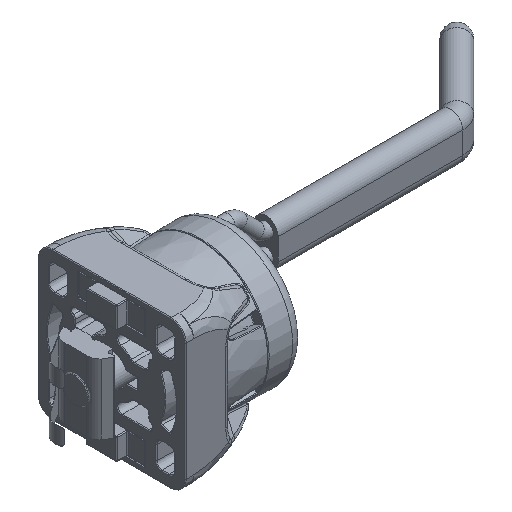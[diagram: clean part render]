
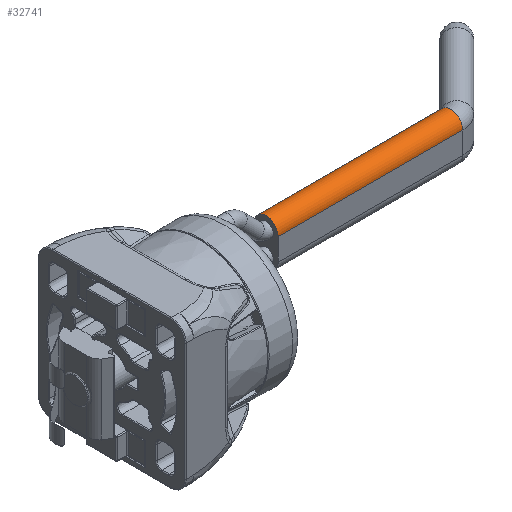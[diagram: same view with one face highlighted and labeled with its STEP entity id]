
A CAD part, isometric view. The second image highlights one B-rep face of the part: STEP entity #32741.
In plain terms, the highlighted cylindrical face has radius 3.25 mm (diameter 6.5 mm), a partial arc.
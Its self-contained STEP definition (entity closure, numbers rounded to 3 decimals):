
#2598=LINE('',#98813,#3800);
#2599=LINE('',#98816,#3801);
#3800=VECTOR('',#45006,1000.);
#3801=VECTOR('',#45009,1000.);
#4509=CYLINDRICAL_SURFACE('',#36610,3.25);
#6558=FACE_OUTER_BOUND('',#8744,.T.);
#8744=EDGE_LOOP('',(#29690,#29691,#29692,#29693));
#10892=CIRCLE('',#36611,3.25);
#10893=CIRCLE('',#36612,3.25);
#15339=VERTEX_POINT('',#98809);
#15340=VERTEX_POINT('',#98810);
#15341=VERTEX_POINT('',#98812);
#15342=VERTEX_POINT('',#98814);
#20155=EDGE_CURVE('',#15339,#15340,#10892,.T.);
#20156=EDGE_CURVE('',#15339,#15341,#2598,.T.);
#20157=EDGE_CURVE('',#15341,#15342,#10893,.T.);
#20158=EDGE_CURVE('',#15340,#15342,#2599,.T.);
#29690=ORIENTED_EDGE('',*,*,#20155,.F.);
#29691=ORIENTED_EDGE('',*,*,#20156,.T.);
#29692=ORIENTED_EDGE('',*,*,#20157,.T.);
#29693=ORIENTED_EDGE('',*,*,#20158,.F.);
#32741=ADVANCED_FACE('',(#6558),#4509,.T.);
#36610=AXIS2_PLACEMENT_3D('',#98808,#45002,#45003);
#36611=AXIS2_PLACEMENT_3D('',#98811,#45004,#45005);
#36612=AXIS2_PLACEMENT_3D('',#98815,#45007,#45008);
#45002=DIRECTION('center_axis',(0.,1.,0.));
#45003=DIRECTION('ref_axis',(0.,0.,1.));
#45004=DIRECTION('center_axis',(0.,-1.,0.));
#45005=DIRECTION('ref_axis',(0.,0.,
-1.));
#45006=DIRECTION('',(0.,1.,0.));
#45007=DIRECTION('center_axis',(0.,-1.,0.));
#45008=DIRECTION('ref_axis',(0.,0.,
-1.));
#45009=DIRECTION('',(0.,1.,0.));
#98808=CARTESIAN_POINT('Origin',(15.,-82.314,-7.));
#98809=CARTESIAN_POINT('',(18.25,-82.314,-7.));
#98810=CARTESIAN_POINT('',(11.75,-82.314,-7.));
#98811=CARTESIAN_POINT('Origin',(15.,-82.314,-7.));
#98812=CARTESIAN_POINT('',(18.25,-32.314,-7.));
#98813=CARTESIAN_POINT('',(18.25,-82.314,-7.));
#98814=CARTESIAN_POINT('',(11.75,-32.314,-7.));
#98815=CARTESIAN_POINT('Origin',(15.,-32.314,-7.));
#98816=CARTESIAN_POINT('',(11.75,-82.314,-7.));
